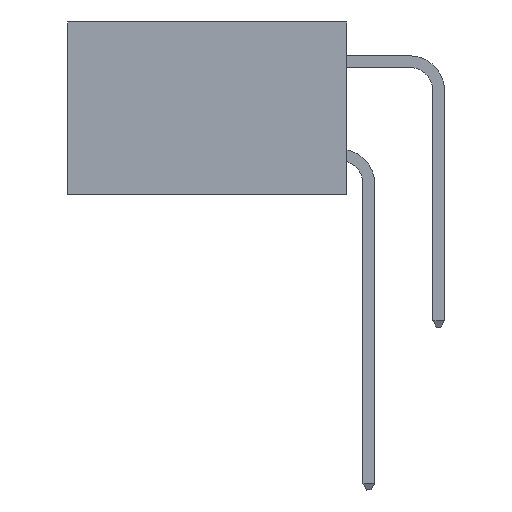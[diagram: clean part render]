
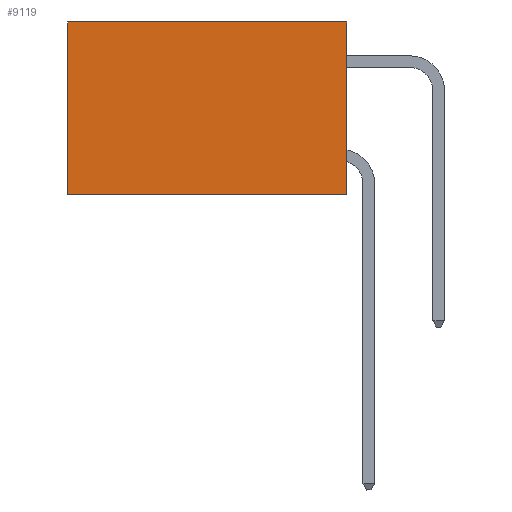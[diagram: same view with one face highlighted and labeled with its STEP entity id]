
A CAD part, left-side view. The second image highlights one B-rep face of the part: STEP entity #9119.
In plain terms, the highlighted planar face has unit normal (-1, 0, 0).
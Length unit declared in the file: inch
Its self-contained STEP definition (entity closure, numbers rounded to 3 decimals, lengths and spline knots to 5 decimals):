
#370 = EDGE_CURVE ( 'NONE', #19338, #11570, #1137, .T. ) ;
#537 = ORIENTED_EDGE ( 'NONE', *, *, #370, .T. ) ;
#1137 = LINE ( 'NONE', #16239, #12156 ) ;
#1336 = EDGE_LOOP ( 'NONE', ( #537, #35538, #2369, #34134 ) ) ;
#2369 = ORIENTED_EDGE ( 'NONE', *, *, #23018, .F. ) ;
#4760 = VERTEX_POINT ( 'NONE', #32393 ) ;
#5354 = EDGE_CURVE ( 'NONE', #4760, #11570, #19205, .T. ) ;
#5806 = FACE_OUTER_BOUND ( 'NONE', #1336, .T. ) ;
#8239 = DIRECTION ( 'NONE',  ( 0., 0., -1. ) ) ;
#8765 = LINE ( 'NONE', #23969, #35093 ) ;
#9119 = ADVANCED_FACE ( 'NONE', ( #5806 ), #30418, .F. ) ;
#10045 = DIRECTION ( 'NONE',  ( 0., 1., 0. ) ) ;
#11570 = VERTEX_POINT ( 'NONE', #22107 ) ;
#12156 = VECTOR ( 'NONE', #8239, 39.37008 ) ;
#13756 = CARTESIAN_POINT ( 'NONE',  ( 0.2875, 0., 0. ) ) ;
#14386 = VECTOR ( 'NONE', #19027, 39.37008 ) ;
#15881 = CARTESIAN_POINT ( 'NONE',  ( 0.2875, 0., 0. ) ) ;
#16239 = CARTESIAN_POINT ( 'NONE',  ( 0.2875, 0.6, 0. ) ) ;
#16547 = AXIS2_PLACEMENT_3D ( 'NONE', #13756, #24606, #21941 ) ;
#17227 = VECTOR ( 'NONE', #27043, 39.37008 ) ;
#19027 = DIRECTION ( 'NONE',  ( 0., 1., 0. ) ) ;
#19205 = LINE ( 'NONE', #35806, #14386 ) ;
#19338 = VERTEX_POINT ( 'NONE', #27647 ) ;
#21660 = CARTESIAN_POINT ( 'NONE',  ( 0.2875, 0., 0. ) ) ;
#21941 = DIRECTION ( 'NONE',  ( 0., 0., -1. ) ) ;
#22107 = CARTESIAN_POINT ( 'NONE',  ( 0.2875, 0.6, -0.37 ) ) ;
#23018 = EDGE_CURVE ( 'NONE', #36188, #4760, #30375, .T. ) ;
#23969 = CARTESIAN_POINT ( 'NONE',  ( 0.2875, 0., 0. ) ) ;
#24208 = EDGE_CURVE ( 'NONE', #36188, #19338, #8765, .T. ) ;
#24606 = DIRECTION ( 'NONE',  ( 1., 0., 0. ) ) ;
#27043 = DIRECTION ( 'NONE',  ( 0., 0., -1. ) ) ;
#27647 = CARTESIAN_POINT ( 'NONE',  ( 0.2875, 0.6, 0. ) ) ;
#30375 = LINE ( 'NONE', #21660, #17227 ) ;
#30418 = PLANE ( 'NONE',  #16547 ) ;
#32393 = CARTESIAN_POINT ( 'NONE',  ( 0.2875, 0., -0.37 ) ) ;
#34134 = ORIENTED_EDGE ( 'NONE', *, *, #24208, .T. ) ;
#35093 = VECTOR ( 'NONE', #10045, 39.37008 ) ;
#35538 = ORIENTED_EDGE ( 'NONE', *, *, #5354, .F. ) ;
#35806 = CARTESIAN_POINT ( 'NONE',  ( 0.2875, 0., -0.37 ) ) ;
#36188 = VERTEX_POINT ( 'NONE', #15881 ) ;
